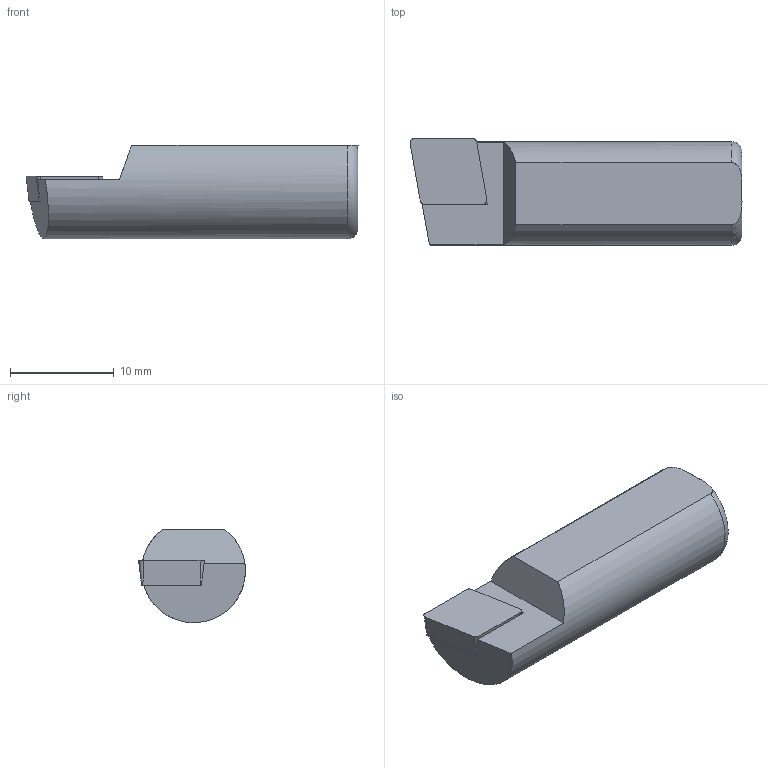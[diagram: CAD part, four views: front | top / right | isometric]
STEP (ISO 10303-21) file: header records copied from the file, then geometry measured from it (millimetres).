
FILE_DESCRIPTION(/* description */ (''),/* implementation_level */ '2;1');
FILE_NAME(/* name */ 'S10A-SCACL-06.stp',/* time_stamp */ '2023-10-24T14:06:12+03:00',/* author */ (''),/* organization */ (''),/* preprocessor_version */ 'ST-DEVELOPER v19.4',/* originating_system */ 'SIEMENS PLM Software NX2306.3001',/* authorisation */ '');
FILE_SCHEMA (('AUTOMOTIVE_DESIGN { 1 0 10303 214 3 1 1 1 }'));
Length unit declared in the file: millimetre
Products named in the file (1): model1
Bounding box: 32 x 10.3 x 9 mm (x, y, z)
Volume: 2063 mm3; surface area: 1175.9 mm2
Topology: 2 solids, 2 shells, 20 faces, 47 edges, 31 vertices
Faces by surface type: plane 14, cone 4, torus 1, cylinder 1
Entity records: 757 total; most frequent: CARTESIAN_POINT 113, DIRECTION 101, ORIENTED_EDGE 94, EDGE_CURVE 47, AXIS2_PLACEMENT_3D 35, LINE 31, VECTOR 31, VERTEX_POINT 31
